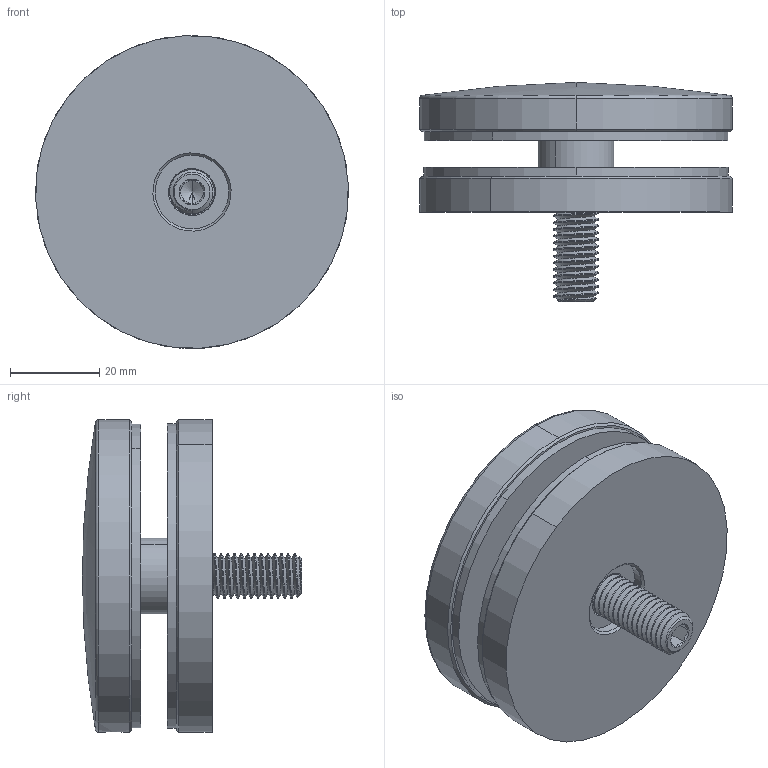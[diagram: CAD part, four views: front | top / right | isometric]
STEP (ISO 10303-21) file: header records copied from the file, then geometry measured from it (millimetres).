
FILE_DESCRIPTION (( 'STEP AP214' ), '1' );
FILE_NAME ('A_0748-000.STEP', '2021-04-15T10:51:44', ( '' ), ( '' ), 'SwSTEP 2.0', 'SolidWorks 2019', '' );
FILE_SCHEMA (( 'AUTOMOTIVE_DESIGN' ));
Length unit declared in the file: millimetre
Products named in the file (6): A_0748-000-P2; skrutka DIN 913_M10x45_A2-70; A_0748-000; A_0748-000-P4 bez golierika; A_0748-000-P3 rubber; A_0748-000-P1
Assembly tree (5 placements, depth 2):
  A_0748-000
    A_0748-000-P1
    A_0748-000-P3 rubber
    A_0748-000-P4 bez golierika
    A_0748-000-P2
    skrutka DIN 913_M10x45_A2-70
Bounding box: 70 x 49 x 70 mm (x, y, z)
Volume: 83570.4 mm3; surface area: 37845.8 mm2
Topology: 5 solids, 5 shells, 146 faces, 358 edges, 221 vertices
Faces by surface type: cylinder 82, cone 31, plane 25, bspline 4, torus 2, sphere 2
Entity records: 9744 total; most frequent: CARTESIAN_POINT 5777, ORIENTED_EDGE 704, DIRECTION 595, EDGE_CURVE 352, AXIS2_PLACEMENT_3D 234, VERTEX_POINT 221, EDGE_LOOP 157, ADVANCED_FACE 146
